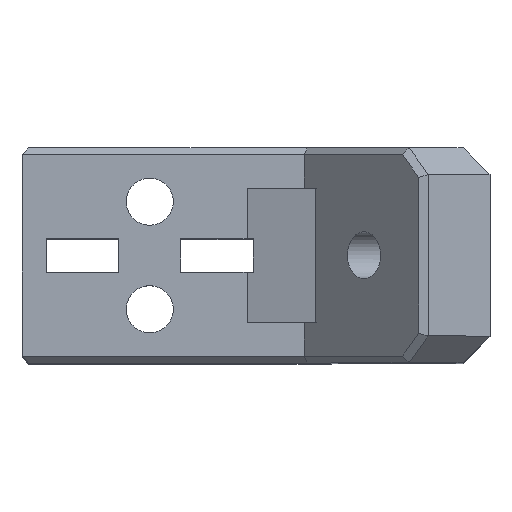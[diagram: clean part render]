
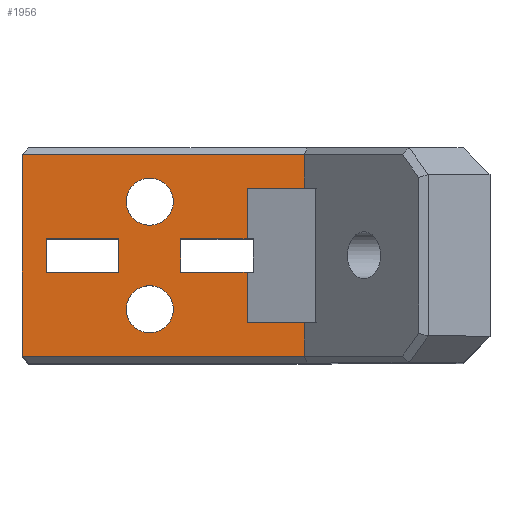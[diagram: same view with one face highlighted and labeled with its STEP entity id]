
A CAD part, top view. The second image highlights one B-rep face of the part: STEP entity #1956.
In plain terms, the highlighted planar face has unit normal (0, 0, 1).
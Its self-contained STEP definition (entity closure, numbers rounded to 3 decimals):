
#42=CIRCLE('',#2084,1.75);
#43=CIRCLE('',#2085,1.75);
#76=FACE_BOUND('',#244,.T.);
#77=FACE_BOUND('',#245,.T.);
#78=FACE_BOUND('',#246,.T.);
#128=FACE_OUTER_BOUND('',#243,.T.);
#243=EDGE_LOOP('',(#1434,#1435,#1436,#1437,#1438,#1439,#1440,#1441,#1442,
#1443,#1444,#1445));
#244=EDGE_LOOP('',(#1446,#1447,#1448,#1449));
#245=EDGE_LOOP('',(#1450));
#246=EDGE_LOOP('',(#1451));
#414=LINE('',#2860,#658);
#429=LINE('',#2889,#673);
#434=LINE('',#2899,#678);
#438=LINE('',#2906,#682);
#439=LINE('',#2910,#683);
#442=LINE('',#2916,#686);
#443=LINE('',#2918,#687);
#444=LINE('',#2920,#688);
#445=LINE('',#2922,#689);
#446=LINE('',#2924,#690);
#447=LINE('',#2926,#691);
#448=LINE('',#2927,#692);
#449=LINE('',#2930,#693);
#450=LINE('',#2932,#694);
#451=LINE('',#2934,#695);
#452=LINE('',#2935,#696);
#658=VECTOR('',#2300,10.);
#673=VECTOR('',#2327,10.);
#678=VECTOR('',#2338,10.);
#682=VECTOR('',#2342,10.);
#683=VECTOR('',#2347,10.);
#686=VECTOR('',#2352,10.);
#687=VECTOR('',#2353,10.);
#688=VECTOR('',#2354,10.);
#689=VECTOR('',#2355,10.);
#690=VECTOR('',#2356,10.);
#691=VECTOR('',#2357,10.);
#692=VECTOR('',#2358,10.);
#693=VECTOR('',#2359,10.);
#694=VECTOR('',#2360,10.);
#695=VECTOR('',#2361,10.);
#696=VECTOR('',#2362,10.);
#897=VERTEX_POINT('',#2857);
#898=VERTEX_POINT('',#2859);
#905=VERTEX_POINT('',#2884);
#906=VERTEX_POINT('',#2888);
#908=VERTEX_POINT('',#2898);
#911=VERTEX_POINT('',#2904);
#914=VERTEX_POINT('',#2915);
#915=VERTEX_POINT('',#2917);
#916=VERTEX_POINT('',#2919);
#917=VERTEX_POINT('',#2921);
#918=VERTEX_POINT('',#2923);
#919=VERTEX_POINT('',#2925);
#920=VERTEX_POINT('',#2928);
#921=VERTEX_POINT('',#2929);
#922=VERTEX_POINT('',#2931);
#923=VERTEX_POINT('',#2933);
#924=VERTEX_POINT('',#2936);
#925=VERTEX_POINT('',#2938);
#1082=EDGE_CURVE('',#897,#898,#414,.T.);
#1097=EDGE_CURVE('',#906,#905,#429,.T.);
#1102=EDGE_CURVE('',#908,#905,#434,.T.);
#1106=EDGE_CURVE('',#897,#911,#438,.T.);
#1108=EDGE_CURVE('',#898,#906,#439,.T.);
#1111=EDGE_CURVE('',#911,#914,#442,.T.);
#1112=EDGE_CURVE('',#914,#915,#443,.T.);
#1113=EDGE_CURVE('',#915,#916,#444,.T.);
#1114=EDGE_CURVE('',#916,#917,#445,.T.);
#1115=EDGE_CURVE('',#917,#918,#446,.T.);
#1116=EDGE_CURVE('',#918,#919,#447,.T.);
#1117=EDGE_CURVE('',#919,#908,#448,.T.);
#1118=EDGE_CURVE('',#920,#921,#449,.T.);
#1119=EDGE_CURVE('',#921,#922,#450,.T.);
#1120=EDGE_CURVE('',#922,#923,#451,.T.);
#1121=EDGE_CURVE('',#923,#920,#452,.T.);
#1122=EDGE_CURVE('',#924,#924,#42,.T.);
#1123=EDGE_CURVE('',#925,#925,#43,.T.);
#1434=ORIENTED_EDGE('',*,*,#1082,.F.);
#1435=ORIENTED_EDGE('',*,*,#1106,.T.);
#1436=ORIENTED_EDGE('',*,*,#1111,.T.);
#1437=ORIENTED_EDGE('',*,*,#1112,.T.);
#1438=ORIENTED_EDGE('',*,*,#1113,.T.);
#1439=ORIENTED_EDGE('',*,*,#1114,.T.);
#1440=ORIENTED_EDGE('',*,*,#1115,.T.);
#1441=ORIENTED_EDGE('',*,*,#1116,.T.);
#1442=ORIENTED_EDGE('',*,*,#1117,.T.);
#1443=ORIENTED_EDGE('',*,*,#1102,.T.);
#1444=ORIENTED_EDGE('',*,*,#1097,.F.);
#1445=ORIENTED_EDGE('',*,*,#1108,.F.);
#1446=ORIENTED_EDGE('',*,*,#1118,.T.);
#1447=ORIENTED_EDGE('',*,*,#1119,.T.);
#1448=ORIENTED_EDGE('',*,*,#1120,.T.);
#1449=ORIENTED_EDGE('',*,*,#1121,.T.);
#1450=ORIENTED_EDGE('',*,*,#1122,.T.);
#1451=ORIENTED_EDGE('',*,*,#1123,.T.);
#1868=PLANE('',#2083);
#1956=ADVANCED_FACE('',(#128,#76,#77,#78),#1868,.T.);
#2083=AXIS2_PLACEMENT_3D('',#2914,#2350,#2351);
#2084=AXIS2_PLACEMENT_3D('',#2937,#2363,#2364);
#2085=AXIS2_PLACEMENT_3D('',#2939,#2365,#2366);
#2300=DIRECTION('',(-1.,0.,0.));
#2327=DIRECTION('',(1.,0.,0.));
#2338=DIRECTION('',(0.,1.,0.));
#2342=DIRECTION('',(0.,1.,0.));
#2347=DIRECTION('',(0.,1.,0.));
#2350=DIRECTION('center_axis',(0.,0.,1.));
#2351=DIRECTION('ref_axis',(1.,0.,0.));
#2352=DIRECTION('',(-1.,0.,0.));
#2353=DIRECTION('',(0.,1.,0.));
#2354=DIRECTION('',(-1.,0.,0.));
#2355=DIRECTION('',(0.,1.,0.));
#2356=DIRECTION('',(1.,0.,0.));
#2357=DIRECTION('',(0.,1.,0.));
#2358=DIRECTION('',(1.,0.,0.));
#2359=DIRECTION('',(1.,0.,0.));
#2360=DIRECTION('',(0.,-1.,0.));
#2361=DIRECTION('',(-1.,0.,0.));
#2362=DIRECTION('',(0.,1.,0.));
#2363=DIRECTION('center_axis',(0.,0.,-1.));
#2364=DIRECTION('ref_axis',(1.,0.,0.));
#2365=DIRECTION('center_axis',(0.,0.,-1.));
#2366=DIRECTION('ref_axis',(1.,0.,0.));
#2857=CARTESIAN_POINT('',(21.,0.5,0.));
#2859=CARTESIAN_POINT('',(0.,0.5,0.));
#2860=CARTESIAN_POINT('',(8.7,0.5,0.));
#2884=CARTESIAN_POINT('',(21.,15.5,0.));
#2888=CARTESIAN_POINT('',(0.,15.5,0.));
#2889=CARTESIAN_POINT('',(8.7,15.5,0.));
#2898=CARTESIAN_POINT('',(21.,13.,0.));
#2899=CARTESIAN_POINT('',(21.,0.,0.));
#2904=CARTESIAN_POINT('',(21.,3.,0.));
#2906=CARTESIAN_POINT('',(21.,0.,0.));
#2910=CARTESIAN_POINT('',(0.,0.,0.));
#2914=CARTESIAN_POINT('Origin',(0.,0.,0.));
#2915=CARTESIAN_POINT('',(16.732,3.,0.));
#2916=CARTESIAN_POINT('',(8.7,3.,0.));
#2917=CARTESIAN_POINT('',(16.732,6.75,0.));
#2918=CARTESIAN_POINT('',(16.732,4.,0.));
#2919=CARTESIAN_POINT('',(11.8,6.75,0.));
#2920=CARTESIAN_POINT('',(7.25,6.75,0.));
#2921=CARTESIAN_POINT('',(11.8,9.25,0.));
#2922=CARTESIAN_POINT('',(11.8,4.,0.));
#2923=CARTESIAN_POINT('',(16.732,9.25,0.));
#2924=CARTESIAN_POINT('',(7.25,9.25,0.));
#2925=CARTESIAN_POINT('',(16.732,13.,0.));
#2926=CARTESIAN_POINT('',(16.732,4.,0.));
#2927=CARTESIAN_POINT('',(8.7,13.,0.));
#2928=CARTESIAN_POINT('',(1.8,9.25,0.));
#2929=CARTESIAN_POINT('',(7.2,9.25,0.));
#2930=CARTESIAN_POINT('',(2.25,9.25,0.));
#2931=CARTESIAN_POINT('',(7.2,6.75,0.));
#2932=CARTESIAN_POINT('',(7.2,4.,0.));
#2933=CARTESIAN_POINT('',(1.8,6.75,0.));
#2934=CARTESIAN_POINT('',(2.25,6.75,0.));
#2935=CARTESIAN_POINT('',(1.8,4.,0.));
#2936=CARTESIAN_POINT('',(7.75,4.,0.));
#2937=CARTESIAN_POINT('Origin',(9.5,4.,0.));
#2938=CARTESIAN_POINT('',(7.75,12.,0.));
#2939=CARTESIAN_POINT('Origin',(9.5,12.,0.));
